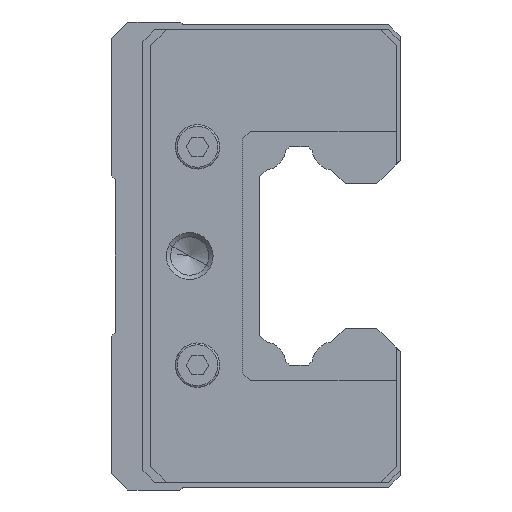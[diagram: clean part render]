
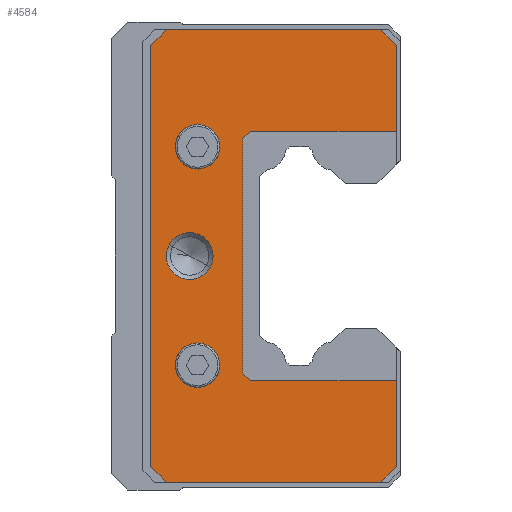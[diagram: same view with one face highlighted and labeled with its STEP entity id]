
A CAD part, left-side view. The second image highlights one B-rep face of the part: STEP entity #4584.
In plain terms, the highlighted planar face has unit normal (-1, 0, 0).
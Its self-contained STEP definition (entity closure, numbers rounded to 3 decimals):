
#176=CARTESIAN_POINT('Vertex',(-47.,24.5,12.634)) ;
#179=CARTESIAN_POINT('Axis2P3D Location',(-47.,27.001,14.)) ;
#183=CARTESIAN_POINT('Vertex',(-47.,29.502,15.366)) ;
#198=CARTESIAN_POINT('Axis2P3D Location',(-47.,27.001,14.)) ;
#228=CARTESIAN_POINT('Vertex',(-47.,1.501,16.)) ;
#231=CARTESIAN_POINT('Line Origine',(-47.,10.86,16.)) ;
#235=CARTESIAN_POINT('Vertex',(-47.,20.218,16.)) ;
#268=CARTESIAN_POINT('Vertex',(-47.,20.218,-16.)) ;
#271=CARTESIAN_POINT('Line Origine',(-47.,10.86,-16.)) ;
#275=CARTESIAN_POINT('Vertex',(-47.,1.501,-16.)) ;
#302=CARTESIAN_POINT('Line Origine',(-47.,20.718,15.5)) ;
#306=CARTESIAN_POINT('Vertex',(-47.,21.218,15.)) ;
#337=CARTESIAN_POINT('Vertex',(-47.,21.218,-15.)) ;
#340=CARTESIAN_POINT('Line Origine',(-47.,20.718,-15.5)) ;
#362=CARTESIAN_POINT('Line Origine',(-47.,21.218,0.)) ;
#419=CARTESIAN_POINT('Line Origine',(-47.,17.251,29.)) ;
#423=CARTESIAN_POINT('Vertex',(-47.,31.001,29.)) ;
#425=CARTESIAN_POINT('Vertex',(-47.,3.501,29.)) ;
#693=CARTESIAN_POINT('Vertex',(-47.,33.001,27.)) ;
#696=CARTESIAN_POINT('Line Origine',(-47.,32.001,28.)) ;
#792=CARTESIAN_POINT('Vertex',(-47.,1.501,27.)) ;
#800=CARTESIAN_POINT('Line Origine',(-47.,2.501,28.)) ;
#848=CARTESIAN_POINT('Line Origine',(-47.,17.251,-29.)) ;
#852=CARTESIAN_POINT('Vertex',(-47.,3.501,-29.)) ;
#854=CARTESIAN_POINT('Vertex',(-47.,31.001,-29.)) ;
#906=CARTESIAN_POINT('Vertex',(-47.,1.501,-27.)) ;
#909=CARTESIAN_POINT('Line Origine',(-47.,2.501,-28.)) ;
#1718=CARTESIAN_POINT('Vertex',(-47.,33.001,-27.)) ;
#1721=CARTESIAN_POINT('Line Origine',(-47.,33.001,0.)) ;
#1738=CARTESIAN_POINT('Line Origine',(-47.,32.001,-28.)) ;
#3378=CARTESIAN_POINT('Line Origine',(-47.,1.501,-21.5)) ;
#3411=CARTESIAN_POINT('Line Origine',(-47.,1.501,21.5)) ;
#4082=CARTESIAN_POINT('Vertex',(-47.,29.502,-12.634)) ;
#4085=CARTESIAN_POINT('Axis2P3D Location',(-47.,27.001,-14.)) ;
#4089=CARTESIAN_POINT('Vertex',(-47.,24.5,-15.366)) ;
#4111=CARTESIAN_POINT('Axis2P3D Location',(-47.,27.001,-14.)) ;
#4537=CARTESIAN_POINT('Axis2P3D Location',(-47.,0.,0.)) ;
#4558=CARTESIAN_POINT('Axis2P3D Location',(-47.,28.,0.)) ;
#4562=CARTESIAN_POINT('Vertex',(-47.,25.367,-1.438)) ;
#4564=CARTESIAN_POINT('Vertex',(-47.,30.633,1.438)) ;
#4567=CARTESIAN_POINT('Axis2P3D Location',(-47.,28.,0.)) ;
#180=DIRECTION('Axis2P3D Direction',(1.,0.,0.)) ;
#199=DIRECTION('Axis2P3D Direction',(1.,0.,0.)) ;
#232=DIRECTION('Vector Direction',(0.,-1.,0.)) ;
#272=DIRECTION('Vector Direction',(0.,1.,0.)) ;
#303=DIRECTION('Vector Direction',(0.,-0.707,0.707)) ;
#341=DIRECTION('Vector Direction',(0.,0.707,0.707)) ;
#363=DIRECTION('Vector Direction',(0.,0.,1.)) ;
#420=DIRECTION('Vector Direction',(0.,-1.,0.)) ;
#697=DIRECTION('Vector Direction',(0.,0.707,-0.707)) ;
#801=DIRECTION('Vector Direction',(0.,-0.707,-0.707)) ;
#849=DIRECTION('Vector Direction',(0.,1.,0.)) ;
#910=DIRECTION('Vector Direction',(0.,-0.707,0.707)) ;
#1722=DIRECTION('Vector Direction',(0.,0.,1.)) ;
#1739=DIRECTION('Vector Direction',(0.,0.707,0.707)) ;
#3379=DIRECTION('Vector Direction',(0.,0.,-1.)) ;
#3412=DIRECTION('Vector Direction',(0.,0.,-1.)) ;
#4086=DIRECTION('Axis2P3D Direction',(1.,0.,0.)) ;
#4112=DIRECTION('Axis2P3D Direction',(1.,0.,0.)) ;
#4538=DIRECTION('Axis2P3D Direction',(1.,-0.,0.)) ;
#4539=DIRECTION('Axis2P3D XDirection',(0.,0.,-1.)) ;
#4559=DIRECTION('Axis2P3D Direction',(1.,-0.,0.)) ;
#4568=DIRECTION('Axis2P3D Direction',(1.,-0.,0.)) ;
#181=AXIS2_PLACEMENT_3D('Circle Axis2P3D',#179,#180,$) ;
#200=AXIS2_PLACEMENT_3D('Circle Axis2P3D',#198,#199,$) ;
#4087=AXIS2_PLACEMENT_3D('Circle Axis2P3D',#4085,#4086,$) ;
#4113=AXIS2_PLACEMENT_3D('Circle Axis2P3D',#4111,#4112,$) ;
#4540=AXIS2_PLACEMENT_3D('Plane Axis2P3D',#4537,#4538,#4539) ;
#4560=AXIS2_PLACEMENT_3D('Circle Axis2P3D',#4558,#4559,$) ;
#4569=AXIS2_PLACEMENT_3D('Circle Axis2P3D',#4567,#4568,$) ;
#4543=ORIENTED_EDGE('',*,*,#277,.T.) ;
#4544=ORIENTED_EDGE('',*,*,#344,.T.) ;
#4545=ORIENTED_EDGE('',*,*,#366,.T.) ;
#4546=ORIENTED_EDGE('',*,*,#308,.T.) ;
#4547=ORIENTED_EDGE('',*,*,#237,.T.) ;
#4548=ORIENTED_EDGE('',*,*,#3415,.F.) ;
#4549=ORIENTED_EDGE('',*,*,#804,.F.) ;
#4550=ORIENTED_EDGE('',*,*,#427,.F.) ;
#4551=ORIENTED_EDGE('',*,*,#700,.T.) ;
#4552=ORIENTED_EDGE('',*,*,#1725,.F.) ;
#4553=ORIENTED_EDGE('',*,*,#1742,.F.) ;
#4554=ORIENTED_EDGE('',*,*,#856,.F.) ;
#4555=ORIENTED_EDGE('',*,*,#913,.T.) ;
#4556=ORIENTED_EDGE('',*,*,#3382,.F.) ;
#4573=ORIENTED_EDGE('',*,*,#4566,.T.) ;
#4574=ORIENTED_EDGE('',*,*,#4571,.T.) ;
#4577=ORIENTED_EDGE('',*,*,#185,.T.) ;
#4578=ORIENTED_EDGE('',*,*,#202,.T.) ;
#4581=ORIENTED_EDGE('',*,*,#4115,.T.) ;
#4582=ORIENTED_EDGE('',*,*,#4091,.T.) ;
#4575=FACE_BOUND('',#4572,.T.) ;
#4579=FACE_BOUND('',#4576,.T.) ;
#4583=FACE_BOUND('',#4580,.T.) ;
#233=VECTOR('Line Direction',#232,1.) ;
#273=VECTOR('Line Direction',#272,1.) ;
#304=VECTOR('Line Direction',#303,1.) ;
#342=VECTOR('Line Direction',#341,1.) ;
#364=VECTOR('Line Direction',#363,1.) ;
#421=VECTOR('Line Direction',#420,1.) ;
#698=VECTOR('Line Direction',#697,1.) ;
#802=VECTOR('Line Direction',#801,1.) ;
#850=VECTOR('Line Direction',#849,1.) ;
#911=VECTOR('Line Direction',#910,1.) ;
#1723=VECTOR('Line Direction',#1722,1.) ;
#1740=VECTOR('Line Direction',#1739,1.) ;
#3380=VECTOR('Line Direction',#3379,1.) ;
#3413=VECTOR('Line Direction',#3412,1.) ;
#4584=ADVANCED_FACE('HSV30RSS Slider',(#4557,#4575,#4579,#4583),#4541,.F.) ;
#182=CIRCLE('generated circle',#181,2.85) ;
#201=CIRCLE('generated circle',#200,2.85) ;
#4088=CIRCLE('generated circle',#4087,2.85) ;
#4114=CIRCLE('generated circle',#4113,2.85) ;
#4561=CIRCLE('generated circle',#4560,3.) ;
#4570=CIRCLE('generated circle',#4569,3.) ;
#185=EDGE_CURVE('',#184,#177,#182,.T.) ;
#202=EDGE_CURVE('',#177,#184,#201,.T.) ;
#237=EDGE_CURVE('',#236,#229,#234,.T.) ;
#277=EDGE_CURVE('',#276,#269,#274,.T.) ;
#308=EDGE_CURVE('',#307,#236,#305,.T.) ;
#344=EDGE_CURVE('',#269,#338,#343,.T.) ;
#366=EDGE_CURVE('',#338,#307,#365,.T.) ;
#427=EDGE_CURVE('',#424,#426,#422,.T.) ;
#700=EDGE_CURVE('',#424,#694,#699,.T.) ;
#804=EDGE_CURVE('',#426,#793,#803,.T.) ;
#856=EDGE_CURVE('',#853,#855,#851,.T.) ;
#913=EDGE_CURVE('',#853,#907,#912,.T.) ;
#1725=EDGE_CURVE('',#1719,#694,#1724,.T.) ;
#1742=EDGE_CURVE('',#855,#1719,#1741,.T.) ;
#3382=EDGE_CURVE('',#276,#907,#3381,.T.) ;
#3415=EDGE_CURVE('',#793,#229,#3414,.T.) ;
#4091=EDGE_CURVE('',#4090,#4083,#4088,.T.) ;
#4115=EDGE_CURVE('',#4083,#4090,#4114,.T.) ;
#4566=EDGE_CURVE('',#4563,#4565,#4561,.T.) ;
#4571=EDGE_CURVE('',#4565,#4563,#4570,.T.) ;
#4542=EDGE_LOOP('',(#4543,#4544,#4545,#4546,#4547,#4548,#4549,#4550,#4551,#4552,#4553,#4554,#4555,#4556)) ;
#4572=EDGE_LOOP('',(#4573,#4574)) ;
#4576=EDGE_LOOP('',(#4577,#4578)) ;
#4580=EDGE_LOOP('',(#4581,#4582)) ;
#4557=FACE_OUTER_BOUND('',#4542,.T.) ;
#234=LINE('Line',#231,#233) ;
#274=LINE('Line',#271,#273) ;
#305=LINE('Line',#302,#304) ;
#343=LINE('Line',#340,#342) ;
#365=LINE('Line',#362,#364) ;
#422=LINE('Line',#419,#421) ;
#699=LINE('Line',#696,#698) ;
#803=LINE('Line',#800,#802) ;
#851=LINE('Line',#848,#850) ;
#912=LINE('Line',#909,#911) ;
#1724=LINE('Line',#1721,#1723) ;
#1741=LINE('Line',#1738,#1740) ;
#3381=LINE('Line',#3378,#3380) ;
#3414=LINE('Line',#3411,#3413) ;
#4541=PLANE('',#4540) ;
#177=VERTEX_POINT('',#176) ;
#184=VERTEX_POINT('',#183) ;
#229=VERTEX_POINT('',#228) ;
#236=VERTEX_POINT('',#235) ;
#269=VERTEX_POINT('',#268) ;
#276=VERTEX_POINT('',#275) ;
#307=VERTEX_POINT('',#306) ;
#338=VERTEX_POINT('',#337) ;
#424=VERTEX_POINT('',#423) ;
#426=VERTEX_POINT('',#425) ;
#694=VERTEX_POINT('',#693) ;
#793=VERTEX_POINT('',#792) ;
#853=VERTEX_POINT('',#852) ;
#855=VERTEX_POINT('',#854) ;
#907=VERTEX_POINT('',#906) ;
#1719=VERTEX_POINT('',#1718) ;
#4083=VERTEX_POINT('',#4082) ;
#4090=VERTEX_POINT('',#4089) ;
#4563=VERTEX_POINT('',#4562) ;
#4565=VERTEX_POINT('',#4564) ;
